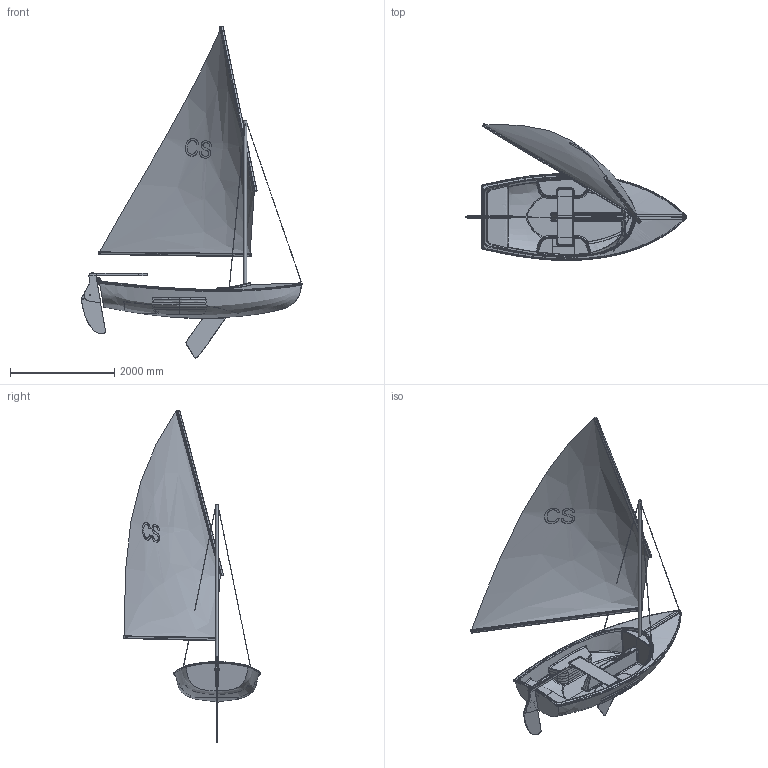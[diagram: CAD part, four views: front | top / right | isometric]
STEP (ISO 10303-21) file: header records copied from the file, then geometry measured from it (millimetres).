
FILE_DESCRIPTION(('FreeCAD Model'),'2;1');
FILE_NAME('Open CASCADE Shape Model','2025-05-03T14:06:27',('FreeCAD'),( 'FreeCAD'),'Open CASCADE STEP processor 7.6','FreeCAD','Unknown');
FILE_SCHEMA(('AUTOMOTIVE_DESIGN { 1 0 10303 214 1 1 1 1 }'));
Products named in the file (1): Open CASCADE STEP translator 7.6 1
Bounding box: 4248.19 x 2624.91 x 6364.31 mm (x, y, z)
Surface area: 42820525.5 mm2 (no closed solid volume)
Topology: 0 solids, 547 shells, 547 faces, 17571 edges, 17769 vertices
Faces by surface type: bspline 547
Entity records: 187630 total; most frequent: CARTESIAN_POINT 115298, ORIENTED_EDGE 17357, EDGE_CURVE 17322, VERTEX_POINT 17271, B_SPLINE_CURVE_WITH_KNOTS 16930, FACE_BOUND 569, EDGE_LOOP 569, SHELL_BASED_SURFACE_MODEL 547
